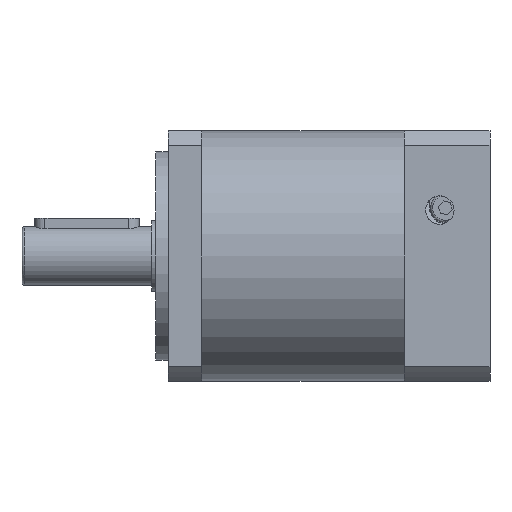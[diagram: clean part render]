
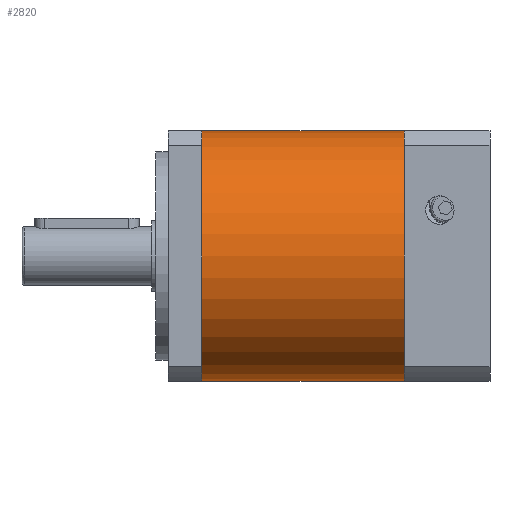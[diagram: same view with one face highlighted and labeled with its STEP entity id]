
A CAD part, left-side view. The second image highlights one B-rep face of the part: STEP entity #2820.
In plain terms, the highlighted cylindrical face has radius 30 mm (diameter 60 mm), a partial arc.
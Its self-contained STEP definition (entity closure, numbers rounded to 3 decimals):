
#26 = CARTESIAN_POINT ( 'NONE',  ( 0., 24.25, 30. ) ) ;
#237 = LINE ( 'NONE', #593, #3168 ) ;
#490 = DIRECTION ( 'NONE',  ( 0., 1., 0. ) ) ;
#593 = CARTESIAN_POINT ( 'NONE',  ( 0., 24.25, 30. ) ) ;
#600 = CIRCLE ( 'NONE', #4114, 30. ) ;
#660 = CYLINDRICAL_SURFACE ( 'NONE', #930, 30. ) ;
#728 = DIRECTION ( 'NONE',  ( 0., 1., 0. ) ) ;
#855 = FACE_OUTER_BOUND ( 'NONE', #3725, .T. ) ;
#892 = CARTESIAN_POINT ( 'NONE',  ( 0., 24.25, -30. ) ) ;
#930 = AXIS2_PLACEMENT_3D ( 'NONE', #4258, #2285, #4662 ) ;
#931 = VERTEX_POINT ( 'NONE', #4573 ) ;
#1060 = CARTESIAN_POINT ( 'NONE',  ( 0., -24.25, 0. ) ) ;
#1369 = ORIENTED_EDGE ( 'NONE', *, *, #3143, .T. ) ;
#1397 = CARTESIAN_POINT ( 'NONE',  ( -30., -24.25, 0. ) ) ;
#1427 = VERTEX_POINT ( 'NONE', #1397 ) ;
#1458 = DIRECTION ( 'NONE',  ( 0., 0., 1. ) ) ;
#1535 = VERTEX_POINT ( 'NONE', #2080 ) ;
#1637 = CIRCLE ( 'NONE', #1922, 30. ) ;
#1743 = EDGE_CURVE ( 'NONE', #1427, #1855, #4755, .T. ) ;
#1744 = EDGE_CURVE ( 'NONE', #2665, #1535, #2775, .T. ) ;
#1855 = VERTEX_POINT ( 'NONE', #3435 ) ;
#1922 = AXIS2_PLACEMENT_3D ( 'NONE', #2869, #490, #3274 ) ;
#2015 = VERTEX_POINT ( 'NONE', #26 ) ;
#2080 = CARTESIAN_POINT ( 'NONE',  ( -30., 24.25, 0. ) ) ;
#2251 = DIRECTION ( 'NONE',  ( 0., 1., 0. ) ) ;
#2285 = DIRECTION ( 'NONE',  ( 0., -1., 0. ) ) ;
#2327 = VECTOR ( 'NONE', #3635, 1000. ) ;
#2427 = EDGE_CURVE ( 'NONE', #931, #1427, #1637, .T. ) ;
#2583 = LINE ( 'NONE', #4399, #2327 ) ;
#2665 = VERTEX_POINT ( 'NONE', #892 ) ;
#2775 = CIRCLE ( 'NONE', #3817, 30. ) ;
#2820 = ADVANCED_FACE ( 'NONE', ( #855 ), #660, .T. ) ;
#2869 = CARTESIAN_POINT ( 'NONE',  ( 0., -24.25, 0. ) ) ;
#3122 = CARTESIAN_POINT ( 'NONE',  ( 0., 24.25, 0. ) ) ;
#3143 = EDGE_CURVE ( 'NONE', #2665, #931, #2583, .T. ) ;
#3168 = VECTOR ( 'NONE', #4542, 1000. ) ;
#3274 = DIRECTION ( 'NONE',  ( 0., 0., 1. ) ) ;
#3284 = AXIS2_PLACEMENT_3D ( 'NONE', #1060, #3837, #1458 ) ;
#3287 = ORIENTED_EDGE ( 'NONE', *, *, #1743, .T. ) ;
#3435 = CARTESIAN_POINT ( 'NONE',  ( 0., -24.25, 30. ) ) ;
#3507 = DIRECTION ( 'NONE',  ( 0., 0., 1. ) ) ;
#3635 = DIRECTION ( 'NONE',  ( 0., -1., 0. ) ) ;
#3725 = EDGE_LOOP ( 'NONE', ( #4547, #4711, #4783, #1369, #3997, #3287 ) ) ;
#3817 = AXIS2_PLACEMENT_3D ( 'NONE', #4623, #2251, #5024 ) ;
#3837 = DIRECTION ( 'NONE',  ( 0., 1., 0. ) ) ;
#3886 = EDGE_CURVE ( 'NONE', #2015, #1855, #237, .T. ) ;
#3997 = ORIENTED_EDGE ( 'NONE', *, *, #2427, .T. ) ;
#4114 = AXIS2_PLACEMENT_3D ( 'NONE', #3122, #728, #3507 ) ;
#4258 = CARTESIAN_POINT ( 'NONE',  ( 0., 24.25, 0. ) ) ;
#4399 = CARTESIAN_POINT ( 'NONE',  ( 0., 24.25, -30. ) ) ;
#4411 = EDGE_CURVE ( 'NONE', #1535, #2015, #600, .T. ) ;
#4542 = DIRECTION ( 'NONE',  ( 0., -1., 0. ) ) ;
#4547 = ORIENTED_EDGE ( 'NONE', *, *, #3886, .F. ) ;
#4573 = CARTESIAN_POINT ( 'NONE',  ( 0., -24.25, -30. ) ) ;
#4623 = CARTESIAN_POINT ( 'NONE',  ( 0., 24.25, 0. ) ) ;
#4662 = DIRECTION ( 'NONE',  ( 0., 0., -1. ) ) ;
#4711 = ORIENTED_EDGE ( 'NONE', *, *, #4411, .F. ) ;
#4755 = CIRCLE ( 'NONE', #3284, 30. ) ;
#4783 = ORIENTED_EDGE ( 'NONE', *, *, #1744, .F. ) ;
#5024 = DIRECTION ( 'NONE',  ( 0., 0., 1. ) ) ;
